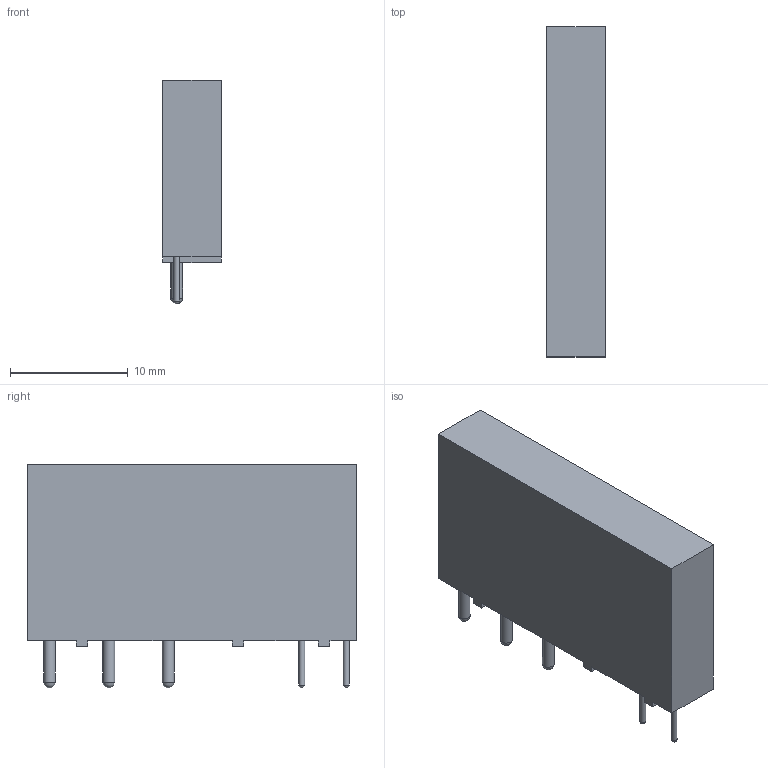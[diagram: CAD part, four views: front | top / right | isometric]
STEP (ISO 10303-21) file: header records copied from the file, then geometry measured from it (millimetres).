
FILE_DESCRIPTION((''),'2;1');
FILE_NAME('RM699B.stp','2015-07-13T16:22:25',('CAD Station'),(''),'Autodesk Inventor 2013','Autodesk Inventor 2013','');
FILE_SCHEMA(('CONFIG_CONTROL_DESIGN'));
Length unit declared in the file: millimetre
Products named in the file (1): RM699B
Bounding box: 5 x 28 x 19 mm (x, y, z)
Volume: 2118.1 mm3; surface area: 1335.5 mm2
Topology: 1 solids, 1 shells, 28 faces, 78 edges, 52 vertices
Faces by surface type: plane 18, sphere 5, cylinder 5
Full cylindrical faces by diameter (mm): 0.5 x2, 1 x3
Entity records: 827 total; most frequent: CARTESIAN_POINT 129, DIRECTION 126, ORIENTED_EDGE 116, EDGE_CURVE 58, VECTOR 48, LINE 48, VERTEX_POINT 42, AXIS2_PLACEMENT_3D 39
